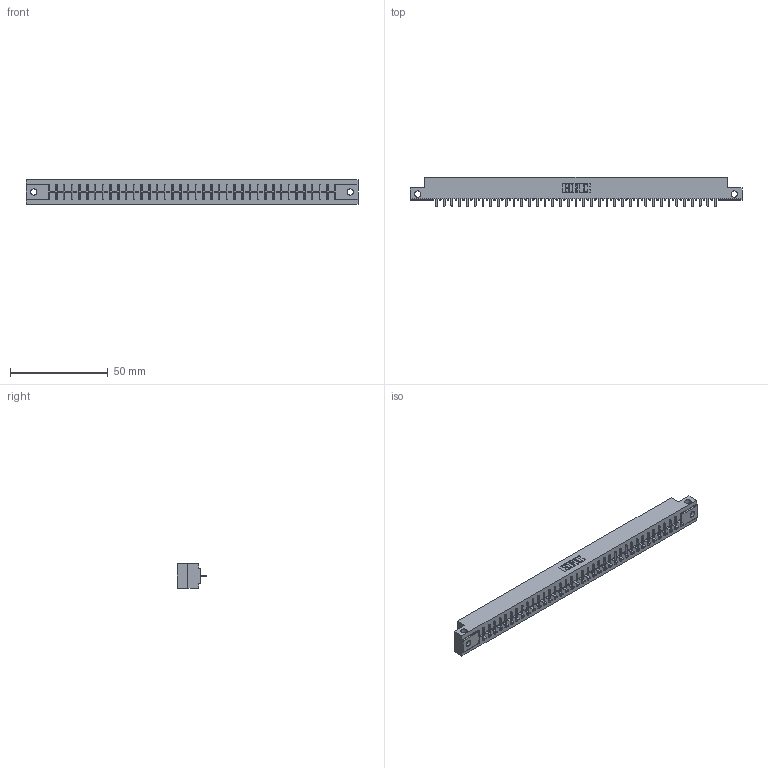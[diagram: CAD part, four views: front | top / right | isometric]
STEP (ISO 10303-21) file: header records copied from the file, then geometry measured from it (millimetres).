
FILE_DESCRIPTION (( 'STEP AP203' ), '1' );
FILE_NAME ('316-037-421-112.STEP', '2020-09-23T05:37:02', ( '' ), ( '' ), 'SwSTEP 2.0', 'SolidWorks 2020', '' );
FILE_SCHEMA (( 'CONFIG_CONTROL_DESIGN' ));
Length unit declared in the file: inch
Products named in the file (3): 306 Part_.128 Dia; 316-037-421-112; 306-290-001_121
Assembly tree (38 placements, depth 2):
  316-037-421-112
    306 Part_.128 Dia
    306-290-001_121  x37
Bounding box: 169.62 x 14.88 x 12.7 mm (x, y, z)
Volume: 18470.2 mm3; surface area: 18657.1 mm2
Topology: 38 solids, 38 shells, 2718 faces, 7641 edges, 4890 vertices
Faces by surface type: plane 1807, cylinder 763, sphere 148
Entity records: 35514 total; most frequent: CARTESIAN_POINT 6010, ORIENTED_EDGE 5914, DIRECTION 5865, EDGE_CURVE 2957, LINE 2295, VECTOR 2295, VERTEX_POINT 1866, AXIS2_PLACEMENT_3D 1785
